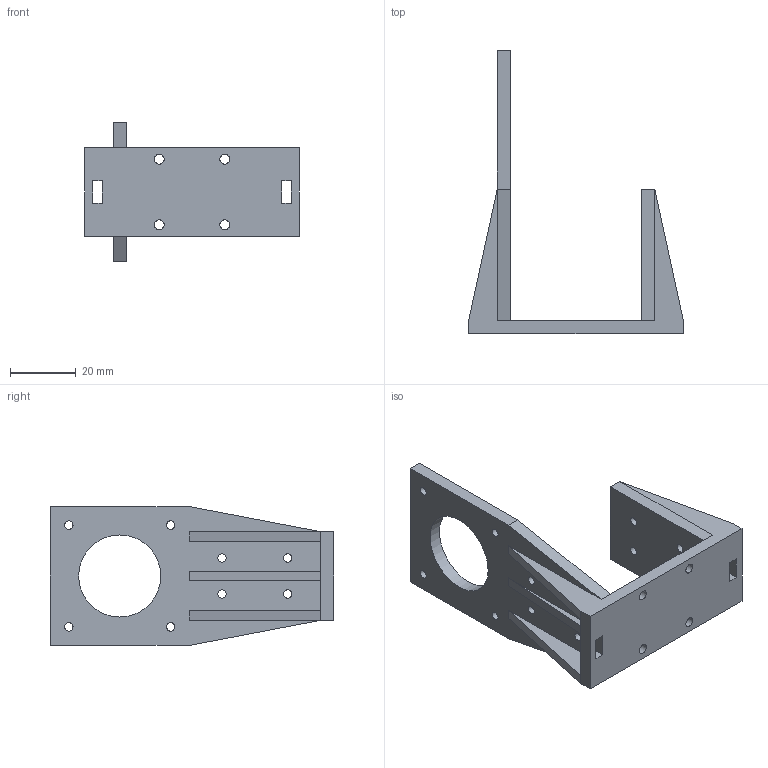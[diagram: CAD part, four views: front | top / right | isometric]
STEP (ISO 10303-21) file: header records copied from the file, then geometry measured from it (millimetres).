
FILE_DESCRIPTION(/* description */ (''),/* implementation_level */ '2;1');
FILE_NAME(/* name */ 'Y Axix Mount for X Motor Side.step',/* time_stamp */ '2019-08-10T08:11:32+02:00',/* author */ (''),/* organization */ (''),/* preprocessor_version */ 'ST-DEVELOPER v18',/* originating_system */ 'Autodesk Translation Framework v8.2.0.1029',/* authorisation */ '');
FILE_SCHEMA (('AUTOMOTIVE_DESIGN { 1 0 10303 214 3 1 1 }'));
Length unit declared in the file: millimetre
Products named in the file (1): NEW X AXIX MOUNT MOTOR SIDE
Bounding box: 65.4 x 86.3 x 42.3 mm (x, y, z)
Volume: 23932.4 mm3; surface area: 15124.1 mm2
Topology: 1 solids, 1 shells, 66 faces, 171 edges, 111 vertices
Faces by surface type: plane 45, cylinder 21
Full cylindrical faces by diameter (mm): 2.55 x12, 3 x4, 5.7 x4, 25 x1
Entity records: 2114 total; most frequent: CARTESIAN_POINT 349, DIRECTION 347, ORIENTED_EDGE 342, EDGE_CURVE 171, LINE 129, VECTOR 129, VERTEX_POINT 111, AXIS2_PLACEMENT_3D 109
